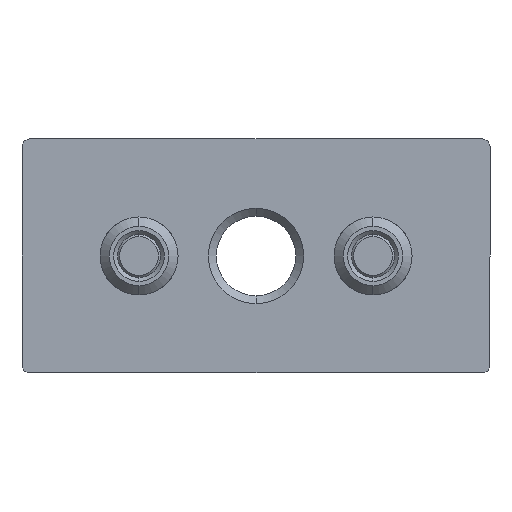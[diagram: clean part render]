
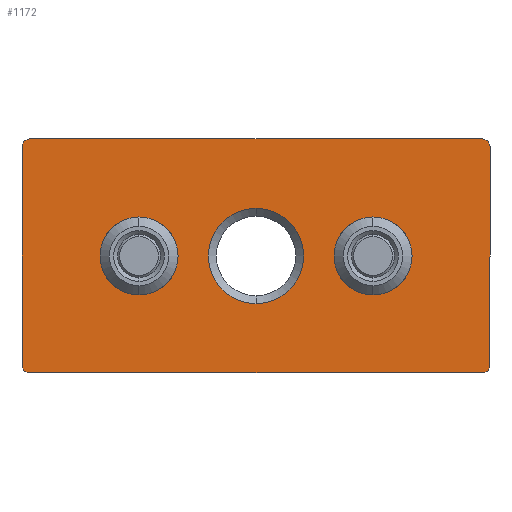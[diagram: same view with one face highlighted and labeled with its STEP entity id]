
A CAD part, front view. The second image highlights one B-rep face of the part: STEP entity #1172.
In plain terms, the highlighted planar face has unit normal (0, -1, 0).
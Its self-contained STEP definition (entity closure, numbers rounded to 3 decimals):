
#29 = EDGE_CURVE ( 'NONE', #225, #2086, #1981, .T. ) ;
#37 = DIRECTION ( 'NONE',  ( 0., 0., -1. ) ) ;
#45 = DIRECTION ( 'NONE',  ( 0., -1., 0. ) ) ;
#112 = VERTEX_POINT ( 'NONE', #1221 ) ;
#117 = CARTESIAN_POINT ( 'NONE',  ( 0., -4.9, 0. ) ) ;
#119 = VERTEX_POINT ( 'NONE', #1719 ) ;
#126 = DIRECTION ( 'NONE',  ( 0., 1., 0. ) ) ;
#161 = DIRECTION ( 'NONE',  ( 0., -1., 0. ) ) ;
#164 = ORIENTED_EDGE ( 'NONE', *, *, #29, .T. ) ;
#177 = CIRCLE ( 'NONE', #717, 3.25 ) ;
#197 = EDGE_CURVE ( 'NONE', #416, #1335, #1527, .T. ) ;
#212 = CARTESIAN_POINT ( 'NONE',  ( 15., -4.9, 3.25 ) ) ;
#225 = VERTEX_POINT ( 'NONE', #1985 ) ;
#230 = ORIENTED_EDGE ( 'NONE', *, *, #605, .F. ) ;
#251 = CIRCLE ( 'NONE', #252, 3.25 ) ;
#252 = AXIS2_PLACEMENT_3D ( 'NONE', #703, #2274, #1573 ) ;
#254 = ORIENTED_EDGE ( 'NONE', *, *, #1829, .T. ) ;
#264 = ORIENTED_EDGE ( 'NONE', *, *, #197, .T. ) ;
#277 = VERTEX_POINT ( 'NONE', #432 ) ;
#283 = ORIENTED_EDGE ( 'NONE', *, *, #420, .F. ) ;
#288 = DIRECTION ( 'NONE',  ( 1., 0., 0. ) ) ;
#309 = CARTESIAN_POINT ( 'NONE',  ( 29., -4.9, -15. ) ) ;
#319 = DIRECTION ( 'NONE',  ( 0., 0., 1. ) ) ;
#336 = DIRECTION ( 'NONE',  ( 0., -1., 0. ) ) ;
#351 = AXIS2_PLACEMENT_3D ( 'NONE', #900, #45, #576 ) ;
#361 = DIRECTION ( 'NONE',  ( 0., 0., 1. ) ) ;
#407 = EDGE_LOOP ( 'NONE', ( #1685, #662 ) ) ;
#408 = CARTESIAN_POINT ( 'NONE',  ( 30., -4.9, -15. ) ) ;
#416 = VERTEX_POINT ( 'NONE', #1206 ) ;
#420 = EDGE_CURVE ( 'NONE', #112, #1235, #177, .T. ) ;
#432 = CARTESIAN_POINT ( 'NONE',  ( 30., -4.9, -14. ) ) ;
#455 = EDGE_CURVE ( 'NONE', #2035, #1021, #251, .T. ) ;
#488 = LINE ( 'NONE', #831, #1538 ) ;
#517 = LINE ( 'NONE', #1215, #1582 ) ;
#521 = CARTESIAN_POINT ( 'NONE',  ( -29., -4.9, -14. ) ) ;
#533 = FACE_BOUND ( 'NONE', #1225, .T. ) ;
#546 = CARTESIAN_POINT ( 'NONE',  ( 0., -4.9, 6.1 ) ) ;
#566 = CARTESIAN_POINT ( 'NONE',  ( -30., -4.9, 14. ) ) ;
#576 = DIRECTION ( 'NONE',  ( 0., 0., 1. ) ) ;
#579 = EDGE_LOOP ( 'NONE', ( #944, #264, #1673, #977, #1242, #895, #230, #1029 ) ) ;
#605 = EDGE_CURVE ( 'NONE', #777, #119, #488, .T. ) ;
#652 = AXIS2_PLACEMENT_3D ( 'NONE', #117, #126, #818 ) ;
#662 = ORIENTED_EDGE ( 'NONE', *, *, #1502, .F. ) ;
#699 = CARTESIAN_POINT ( 'NONE',  ( 0., -4.9, 0. ) ) ;
#703 = CARTESIAN_POINT ( 'NONE',  ( 15., -4.9, 0. ) ) ;
#715 = EDGE_CURVE ( 'NONE', #1045, #1335, #517, .T. ) ;
#717 = AXIS2_PLACEMENT_3D ( 'NONE', #1919, #161, #855 ) ;
#757 = DIRECTION ( 'NONE',  ( 0., 0., 1. ) ) ;
#777 = VERTEX_POINT ( 'NONE', #2087 ) ;
#818 = DIRECTION ( 'NONE',  ( 0., 0., 1. ) ) ;
#831 = CARTESIAN_POINT ( 'NONE',  ( -30., -4.9, 15. ) ) ;
#838 = DIRECTION ( 'NONE',  ( 0., 0., 1. ) ) ;
#855 = DIRECTION ( 'NONE',  ( 0., 0., 1. ) ) ;
#861 = CIRCLE ( 'NONE', #2153, 1. ) ;
#863 = DIRECTION ( 'NONE',  ( 0., 1., 0. ) ) ;
#895 = ORIENTED_EDGE ( 'NONE', *, *, #2025, .T. ) ;
#900 = CARTESIAN_POINT ( 'NONE',  ( 29., -4.9, 14. ) ) ;
#911 = LINE ( 'NONE', #1619, #1051 ) ;
#915 = EDGE_CURVE ( 'NONE', #777, #2058, #1812, .T. ) ;
#944 = ORIENTED_EDGE ( 'NONE', *, *, #1935, .F. ) ;
#945 = CARTESIAN_POINT ( 'NONE',  ( -29., -4.9, 14. ) ) ;
#958 = CIRCLE ( 'NONE', #1847, 6.1 ) ;
#961 = AXIS2_PLACEMENT_3D ( 'NONE', #945, #1611, #2161 ) ;
#977 = ORIENTED_EDGE ( 'NONE', *, *, #2060, .T. ) ;
#996 = EDGE_CURVE ( 'NONE', #1711, #277, #1989, .T. ) ;
#1021 = VERTEX_POINT ( 'NONE', #1860 ) ;
#1027 = DIRECTION ( 'NONE',  ( 0., 1., 0. ) ) ;
#1029 = ORIENTED_EDGE ( 'NONE', *, *, #915, .T. ) ;
#1045 = VERTEX_POINT ( 'NONE', #309 ) ;
#1051 = VECTOR ( 'NONE', #757, 1000. ) ;
#1054 = CARTESIAN_POINT ( 'NONE',  ( -15., -4.9, -3.25 ) ) ;
#1062 = FACE_BOUND ( 'NONE', #407, .T. ) ;
#1065 = DIRECTION ( 'NONE',  ( -1., 0., 0. ) ) ;
#1098 = AXIS2_PLACEMENT_3D ( 'NONE', #1937, #863, #361 ) ;
#1122 = CARTESIAN_POINT ( 'NONE',  ( 15., -4.9, 0. ) ) ;
#1172 = ADVANCED_FACE ( 'NONE', ( #1233, #1062, #533, #1734 ), #2269, .F. ) ;
#1206 = CARTESIAN_POINT ( 'NONE',  ( -30., -4.9, -14. ) ) ;
#1215 = CARTESIAN_POINT ( 'NONE',  ( -30., -4.9, -15. ) ) ;
#1221 = CARTESIAN_POINT ( 'NONE',  ( -15., -4.9, 3.25 ) ) ;
#1225 = EDGE_LOOP ( 'NONE', ( #283, #2062 ) ) ;
#1233 = FACE_BOUND ( 'NONE', #2126, .T. ) ;
#1235 = VERTEX_POINT ( 'NONE', #1054 ) ;
#1242 = ORIENTED_EDGE ( 'NONE', *, *, #996, .F. ) ;
#1283 = DIRECTION ( 'NONE',  ( 0., 0., 1. ) ) ;
#1306 = AXIS2_PLACEMENT_3D ( 'NONE', #1467, #2043, #1645 ) ;
#1332 = VECTOR ( 'NONE', #37, 1000. ) ;
#1335 = VERTEX_POINT ( 'NONE', #2182 ) ;
#1403 = AXIS2_PLACEMENT_3D ( 'NONE', #1122, #2206, #1828 ) ;
#1445 = DIRECTION ( 'NONE',  ( 0., -1., 0. ) ) ;
#1467 = CARTESIAN_POINT ( 'NONE',  ( -15., -4.9, 0. ) ) ;
#1502 = EDGE_CURVE ( 'NONE', #1021, #2035, #1955, .T. ) ;
#1527 = CIRCLE ( 'NONE', #2162, 1. ) ;
#1538 = VECTOR ( 'NONE', #288, 1000. ) ;
#1561 = CIRCLE ( 'NONE', #351, 1. ) ;
#1573 = DIRECTION ( 'NONE',  ( 0., 0., 1. ) ) ;
#1582 = VECTOR ( 'NONE', #1065, 1000. ) ;
#1611 = DIRECTION ( 'NONE',  ( 0., -1., 0. ) ) ;
#1619 = CARTESIAN_POINT ( 'NONE',  ( -30., -4.9, -15. ) ) ;
#1645 = DIRECTION ( 'NONE',  ( 0., 0., 1. ) ) ;
#1673 = ORIENTED_EDGE ( 'NONE', *, *, #715, .F. ) ;
#1685 = ORIENTED_EDGE ( 'NONE', *, *, #455, .F. ) ;
#1711 = VERTEX_POINT ( 'NONE', #1763 ) ;
#1719 = CARTESIAN_POINT ( 'NONE',  ( 29., -4.9, 15. ) ) ;
#1734 = FACE_OUTER_BOUND ( 'NONE', #579, .T. ) ;
#1763 = CARTESIAN_POINT ( 'NONE',  ( 30., -4.9, 14. ) ) ;
#1812 = CIRCLE ( 'NONE', #961, 1. ) ;
#1828 = DIRECTION ( 'NONE',  ( 0., 0., 1. ) ) ;
#1829 = EDGE_CURVE ( 'NONE', #2086, #225, #958, .T. ) ;
#1847 = AXIS2_PLACEMENT_3D ( 'NONE', #699, #1027, #319 ) ;
#1860 = CARTESIAN_POINT ( 'NONE',  ( 15., -4.9, -3.25 ) ) ;
#1919 = CARTESIAN_POINT ( 'NONE',  ( -15., -4.9, 0. ) ) ;
#1931 = CIRCLE ( 'NONE', #1306, 3.25 ) ;
#1935 = EDGE_CURVE ( 'NONE', #416, #2058, #911, .T. ) ;
#1937 = CARTESIAN_POINT ( 'NONE',  ( 0., -4.9, 0. ) ) ;
#1955 = CIRCLE ( 'NONE', #1403, 3.25 ) ;
#1974 = CARTESIAN_POINT ( 'NONE',  ( 29., -4.9, -14. ) ) ;
#1981 = CIRCLE ( 'NONE', #652, 6.1 ) ;
#1985 = CARTESIAN_POINT ( 'NONE',  ( 0., -4.9, -6.1 ) ) ;
#1989 = LINE ( 'NONE', #408, #1332 ) ;
#2025 = EDGE_CURVE ( 'NONE', #1711, #119, #1561, .T. ) ;
#2035 = VERTEX_POINT ( 'NONE', #212 ) ;
#2043 = DIRECTION ( 'NONE',  ( 0., -1., 0. ) ) ;
#2058 = VERTEX_POINT ( 'NONE', #566 ) ;
#2060 = EDGE_CURVE ( 'NONE', #1045, #277, #861, .T. ) ;
#2062 = ORIENTED_EDGE ( 'NONE', *, *, #2129, .F. ) ;
#2086 = VERTEX_POINT ( 'NONE', #546 ) ;
#2087 = CARTESIAN_POINT ( 'NONE',  ( -29., -4.9, 15. ) ) ;
#2126 = EDGE_LOOP ( 'NONE', ( #164, #254 ) ) ;
#2129 = EDGE_CURVE ( 'NONE', #1235, #112, #1931, .T. ) ;
#2153 = AXIS2_PLACEMENT_3D ( 'NONE', #1974, #1445, #1283 ) ;
#2161 = DIRECTION ( 'NONE',  ( 0., 0., 1. ) ) ;
#2162 = AXIS2_PLACEMENT_3D ( 'NONE', #521, #336, #838 ) ;
#2182 = CARTESIAN_POINT ( 'NONE',  ( -29., -4.9, -15. ) ) ;
#2206 = DIRECTION ( 'NONE',  ( 0., -1., 0. ) ) ;
#2269 = PLANE ( 'NONE',  #1098 ) ;
#2274 = DIRECTION ( 'NONE',  ( 0., -1., 0. ) ) ;
